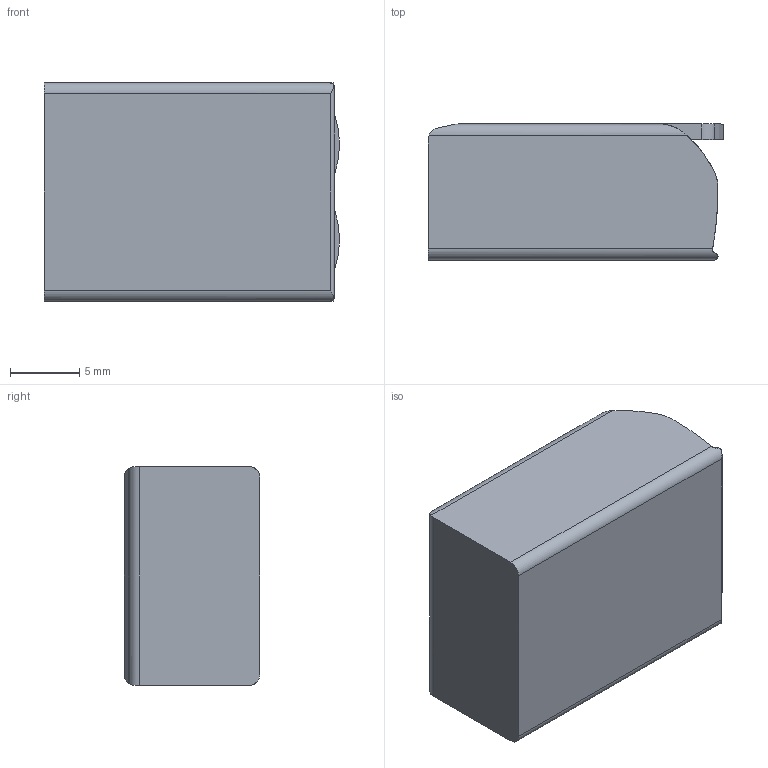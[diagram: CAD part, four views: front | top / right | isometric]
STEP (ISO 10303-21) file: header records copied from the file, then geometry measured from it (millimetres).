
FILE_DESCRIPTION(/* description */ ('Alibre Inc.'),/* implementation_level */ '2;1');
FILE_NAME(/* name */ 'export-70BCAA36-1A0A-4BF6-A07C-22880A2C688A',/* time_stamp */ '2023-08-24T14:41:06+02:00',/* author */ (''),/* organization */ (''),/* preprocessor_version */ 'ST-DEVELOPER v17',/* originating_system */ 'Alibre',/* authorisation */ '');
FILE_SCHEMA (('AUTOMOTIVE_DESIGN'));
Length unit declared in the file: millimetre
Products named in the file (1): 221-612
Bounding box: 21.3 x 9.8 x 15.8 mm (x, y, z)
Volume: 2966 mm3; surface area: 1740.7 mm2
Topology: 1 solids, 1 shells, 128 faces, 378 edges, 252 vertices
Faces by surface type: plane 72, cylinder 56
Entity records: 4393 total; most frequent: CARTESIAN_POINT 896, ORIENTED_EDGE 756, DIRECTION 606, EDGE_CURVE 378, VERTEX_POINT 252, VECTOR 234, LINE 234, AXIS2_PLACEMENT_3D 222
